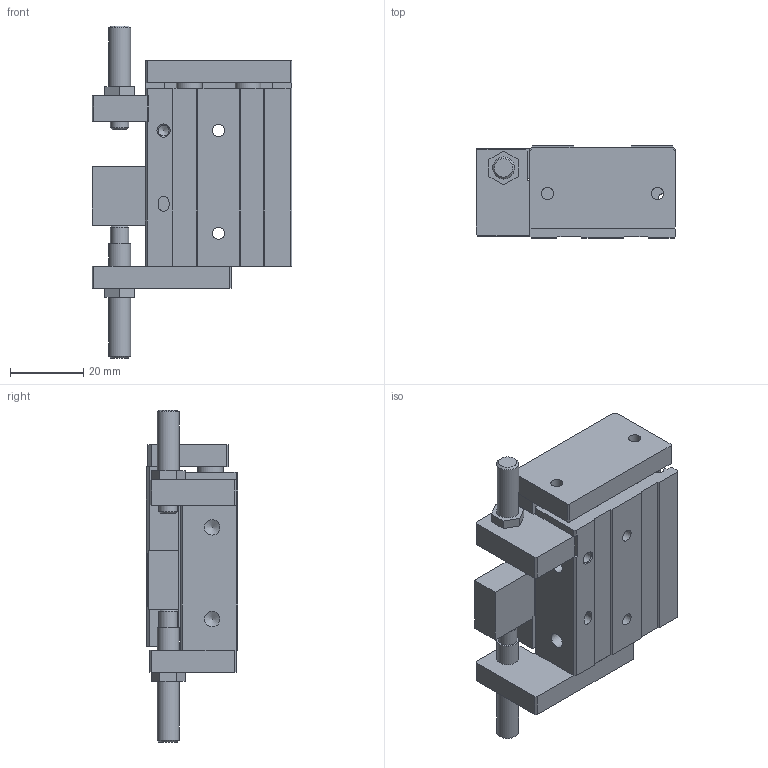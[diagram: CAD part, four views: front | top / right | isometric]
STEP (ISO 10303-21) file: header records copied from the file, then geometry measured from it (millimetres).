
FILE_DESCRIPTION(/* description */ (''),/* implementation_level */ '2;1');
FILE_NAME(/* name */ 'MSR-8-10-L.STEP',/* time_stamp */ '2019-10-14T09:55:29+02:00',/* author */ ('Tecnico'),/* organization */ (''),/* preprocessor_version */ 'ST-DEVELOPER v17',/* originating_system */ 'Autodesk Inventor 2019',/* authorisation */ '');
FILE_SCHEMA (('AUTOMOTIVE_DESIGN { 1 0 10303 214 3 1 1 }'));
Length unit declared in the file: millimetre
Products named in the file (3): MSR-8-10-L; Corpo L; Slitta
Assembly tree (2 placements, depth 2):
  MSR-8-10-L
    Corpo L
    Slitta
Bounding box: 54.5 x 25 x 90.5 mm (x, y, z)
Volume: 58578.4 mm3; surface area: 22431.2 mm2
Topology: 2 solids, 2 shells, 214 faces, 595 edges, 403 vertices
Faces by surface type: plane 172, cylinder 32, cone 10
Full cylindrical faces by diameter (mm): 3 x2, 3.3 x8, 4.2 x2, 5 x2, 6 x4, 7 x8
Entity records: 6968 total; most frequent: CARTESIAN_POINT 1213, ORIENTED_EDGE 1182, DIRECTION 1155, EDGE_CURVE 591, LINE 465, VECTOR 465, VERTEX_POINT 403, AXIS2_PLACEMENT_3D 345
